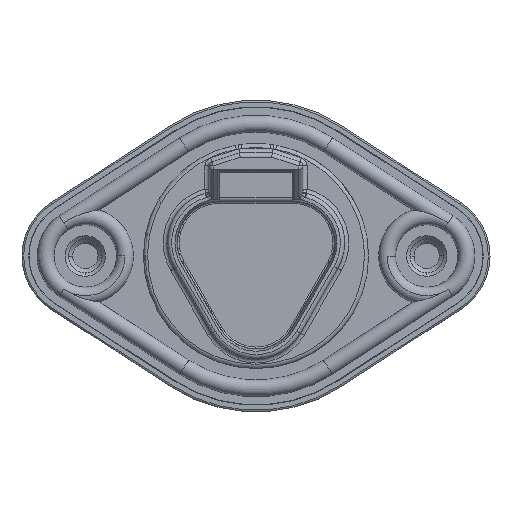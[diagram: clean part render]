
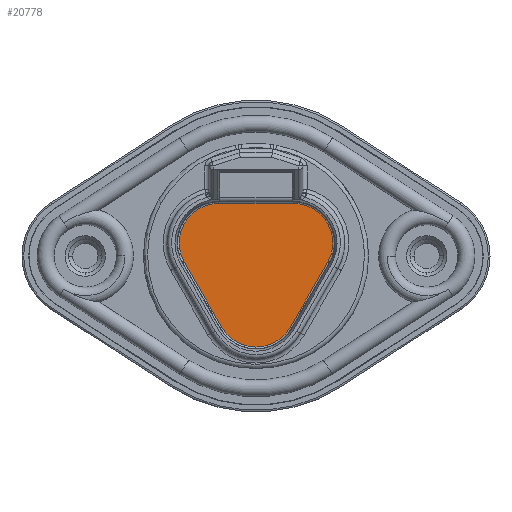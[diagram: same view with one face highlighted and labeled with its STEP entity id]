
A CAD part, front view. The second image highlights one B-rep face of the part: STEP entity #20778.
In plain terms, the highlighted planar face has unit normal (0, -1, 0).
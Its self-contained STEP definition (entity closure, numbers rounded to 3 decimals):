
#3371=DIRECTION('',(-0.5,0.,-0.866));
#3372=VECTOR('',#3371,8.858);
#3373=CARTESIAN_POINT('',(8.482,16.13,0.217));
#3374=LINE('',#3373,#3372);
#3375=CARTESIAN_POINT('',(0.,16.13,-5.114));
#3376=DIRECTION('',(0.,1.,0.));
#3377=DIRECTION('',(0.866,0.,-0.5));
#3378=AXIS2_PLACEMENT_3D('',#3375,#3376,#3377);
#3380=DIRECTION('',(-0.5,0.,0.866));
#3381=VECTOR('',#3380,8.858);
#3382=CARTESIAN_POINT('',(-4.053,16.13,-7.454));
#3383=LINE('',#3382,#3381);
#3384=CARTESIAN_POINT('',(-4.429,16.13,2.557));
#3385=DIRECTION('',(0.,1.,0.));
#3386=DIRECTION('',(-0.866,0.,-0.5));
#3387=AXIS2_PLACEMENT_3D('',#3384,#3385,#3386);
#3389=CARTESIAN_POINT('',(4.429,16.13,2.557));
#3390=DIRECTION('',(0.,1.,0.));
#3391=DIRECTION('',(0.,0.,1.));
#3392=AXIS2_PLACEMENT_3D('',#3389,#3390,#3391);
#3835=DIRECTION('',(-1.,0.,0.));
#3836=VECTOR('',#3835,8.858);
#3837=CARTESIAN_POINT('',(4.429,16.13,7.237));
#3838=LINE('',#3837,#3836);
#14042=CARTESIAN_POINT('',(4.429,16.13,7.237));
#14043=CARTESIAN_POINT('',(-4.429,16.13,7.237));
#14044=VERTEX_POINT('',#14042);
#14045=VERTEX_POINT('',#14043);
#14046=CARTESIAN_POINT('',(8.482,16.13,0.217));
#14047=CARTESIAN_POINT('',(4.053,16.13,-7.454));
#14048=VERTEX_POINT('',#14046);
#14049=VERTEX_POINT('',#14047);
#14050=CARTESIAN_POINT('',(-4.053,16.13,-7.454));
#14051=VERTEX_POINT('',#14050);
#14052=CARTESIAN_POINT('',(-8.482,16.13,0.217));
#14053=VERTEX_POINT('',#14052);
#20760=CARTESIAN_POINT('',(0.,16.13,0.));
#20761=DIRECTION('',(0.,-1.,0.));
#20762=DIRECTION('',(-1.,0.,0.));
#20763=AXIS2_PLACEMENT_3D('',#20760,#20761,#20762);
#20764=PLANE('',#20763);
#20766=ORIENTED_EDGE('',*,*,#20765,.T.);
#20768=ORIENTED_EDGE('',*,*,#20767,.T.);
#20770=ORIENTED_EDGE('',*,*,#20769,.T.);
#20772=ORIENTED_EDGE('',*,*,#20771,.T.);
#20774=ORIENTED_EDGE('',*,*,#20773,.F.);
#20775=ORIENTED_EDGE('',*,*,#20749,.T.);
#20776=EDGE_LOOP('',(#20766,#20768,#20770,#20772,#20774,#20775));
#20777=FACE_OUTER_BOUND('',#20776,.F.);
#20778=ADVANCED_FACE('',(#20777),#20764,.T.);
#3379=CIRCLE('',#3378,4.68);
#3388=CIRCLE('',#3387,4.68);
#3393=CIRCLE('',#3392,4.68);
#20749=EDGE_CURVE('',#14044,#14048,#3393,.T.);
#20765=EDGE_CURVE('',#14048,#14049,#3374,.T.);
#20767=EDGE_CURVE('',#14049,#14051,#3379,.T.);
#20769=EDGE_CURVE('',#14051,#14053,#3383,.T.);
#20771=EDGE_CURVE('',#14053,#14045,#3388,.T.);
#20773=EDGE_CURVE('',#14044,#14045,#3838,.T.);
